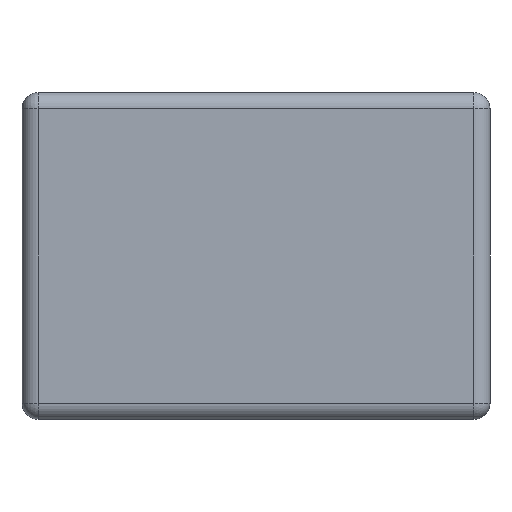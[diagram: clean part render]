
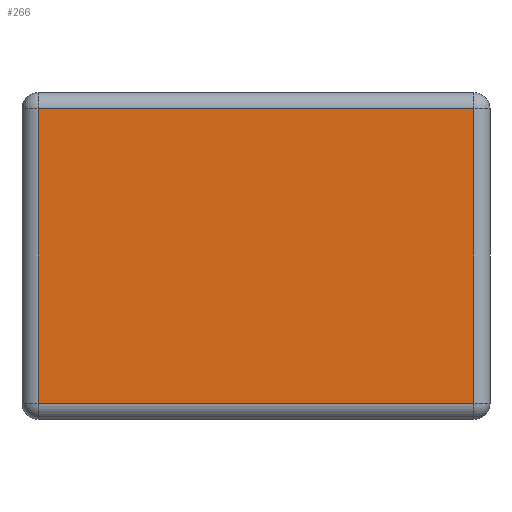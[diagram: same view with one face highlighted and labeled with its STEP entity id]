
A CAD part, left-side view. The second image highlights one B-rep face of the part: STEP entity #266.
In plain terms, the highlighted planar face has unit normal (-1, 0, 0).
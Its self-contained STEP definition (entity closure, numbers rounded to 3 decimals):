
#3 = VECTOR ( 'NONE', #1265, 1000. ) ;
#43 = DIRECTION ( 'NONE',  ( 0., 0., -1. ) ) ;
#50 = ORIENTED_EDGE ( 'NONE', *, *, #322, .T. ) ;
#74 = CARTESIAN_POINT ( 'NONE',  ( -1.6, 2.21, -0.72 ) ) ;
#116 = LINE ( 'NONE', #446, #286 ) ;
#126 = DIRECTION ( 'NONE',  ( 1., 0., 0. ) ) ;
#131 = VERTEX_POINT ( 'NONE', #484 ) ;
#222 = EDGE_CURVE ( 'NONE', #436, #1149, #414, .T. ) ;
#247 = CARTESIAN_POINT ( 'NONE',  ( -1.6, 2.29, -0.8 ) ) ;
#266 = ADVANCED_FACE ( 'NONE', ( #1231 ), #715, .F. ) ;
#286 = VECTOR ( 'NONE', #43, 1000. ) ;
#322 = EDGE_CURVE ( 'NONE', #131, #436, #116, .T. ) ;
#351 = DIRECTION ( 'NONE',  ( 0., 0., -1. ) ) ;
#363 = LINE ( 'NONE', #882, #3 ) ;
#386 = CARTESIAN_POINT ( 'NONE',  ( -1.6, 2.29, 0.72 ) ) ;
#414 = LINE ( 'NONE', #988, #553 ) ;
#436 = VERTEX_POINT ( 'NONE', #74 ) ;
#446 = CARTESIAN_POINT ( 'NONE',  ( -1.6, 2.21, -0.8 ) ) ;
#484 = CARTESIAN_POINT ( 'NONE',  ( -1.6, 2.21, 0.72 ) ) ;
#553 = VECTOR ( 'NONE', #802, 1000. ) ;
#574 = CARTESIAN_POINT ( 'NONE',  ( -1.6, 0.08, 0.72 ) ) ;
#656 = ORIENTED_EDGE ( 'NONE', *, *, #1023, .T. ) ;
#715 = PLANE ( 'NONE',  #1154 ) ;
#802 = DIRECTION ( 'NONE',  ( 0., -1., 0. ) ) ;
#856 = VERTEX_POINT ( 'NONE', #574 ) ;
#858 = ORIENTED_EDGE ( 'NONE', *, *, #1130, .T. ) ;
#882 = CARTESIAN_POINT ( 'NONE',  ( -1.6, 0.08, -0.8 ) ) ;
#897 = CARTESIAN_POINT ( 'NONE',  ( -1.6, 0.08, -0.72 ) ) ;
#966 = DIRECTION ( 'NONE',  ( 0., 1., 0. ) ) ;
#988 = CARTESIAN_POINT ( 'NONE',  ( -1.6, 2.29, -0.72 ) ) ;
#997 = LINE ( 'NONE', #386, #1042 ) ;
#1023 = EDGE_CURVE ( 'NONE', #856, #131, #997, .T. ) ;
#1042 = VECTOR ( 'NONE', #966, 1000. ) ;
#1130 = EDGE_CURVE ( 'NONE', #1149, #856, #363, .T. ) ;
#1149 = VERTEX_POINT ( 'NONE', #897 ) ;
#1154 = AXIS2_PLACEMENT_3D ( 'NONE', #247, #126, #351 ) ;
#1204 = ORIENTED_EDGE ( 'NONE', *, *, #222, .T. ) ;
#1231 = FACE_OUTER_BOUND ( 'NONE', #1261, .T. ) ;
#1261 = EDGE_LOOP ( 'NONE', ( #50, #1204, #858, #656 ) ) ;
#1265 = DIRECTION ( 'NONE',  ( 0., 0., 1. ) ) ;
